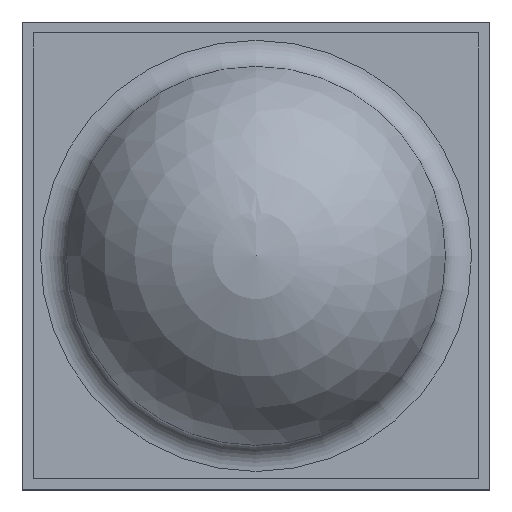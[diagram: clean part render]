
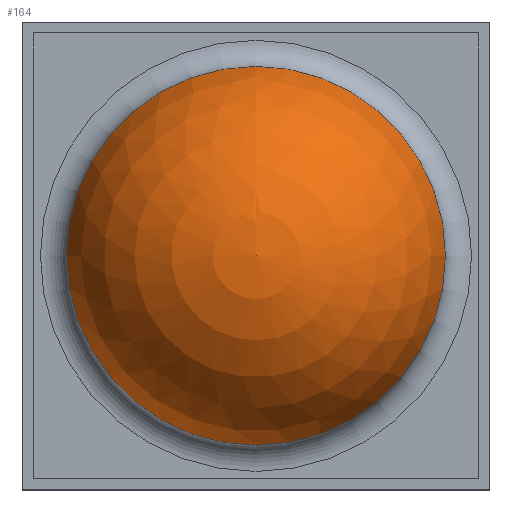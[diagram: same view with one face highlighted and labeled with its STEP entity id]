
A CAD part, top view. The second image highlights one B-rep face of the part: STEP entity #164.
In plain terms, the highlighted spherical face has radius 1.45 mm.
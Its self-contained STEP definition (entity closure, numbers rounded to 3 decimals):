
#95=SPHERICAL_SURFACE('',#859,1.45);
#110=CIRCLE('',#857,1.417);
#164=ADVANCED_FACE('',(#241),#95,.T.);
#241=FACE_OUTER_BOUND('',#287,.T.);
#287=EDGE_LOOP('',(#472));
#472=ORIENTED_EDGE('',*,*,#646,.F.);
#554=VERTEX_POINT('',#1273);
#646=EDGE_CURVE('',#554,#554,#110,.T.);
#857=AXIS2_PLACEMENT_3D('',#1272,#1027,#1028);
#859=AXIS2_PLACEMENT_3D('',#1275,#1031,#1032);
#1027=DIRECTION('',(0.,0.,-1.));
#1028=DIRECTION('',(-1.,0.,0.));
#1031=DIRECTION('',(0.,0.,-1.));
#1032=DIRECTION('',(0.,1.,0.));
#1272=CARTESIAN_POINT('',(0.,0.,0.358));
#1273=CARTESIAN_POINT('',(-1.417,0.,0.358));
#1275=CARTESIAN_POINT('',(0.,0.,0.05));
